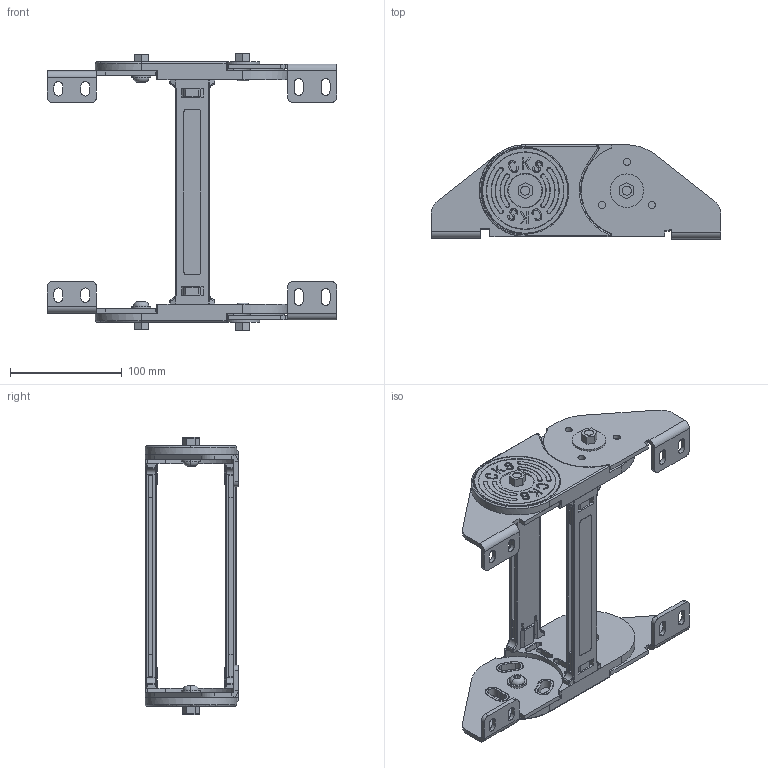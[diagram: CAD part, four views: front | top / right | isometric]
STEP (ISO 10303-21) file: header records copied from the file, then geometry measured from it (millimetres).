
FILE_DESCRIPTION (( 'STEP AP214' ), '1' );
FILE_NAME ('CK60-A200-METAL AYAK.STEP', '2019-09-18T14:48:12', ( '' ), ( '' ), 'SwSTEP 2.0', 'SolidWorks 2017', '' );
FILE_SCHEMA (( 'AUTOMOTIVE_DESIGN' ));
Length unit declared in the file: millimetre
Products named in the file (1): CK60-A200-METAL AYAK
Bounding box: 259 x 84.01 x 248.53 mm (x, y, z)
Volume: 409338 mm3; surface area: 230954.1 mm2
Topology: 24 solids, 24 shells, 1346 faces, 3418 edges, 2196 vertices
Faces by surface type: plane 610, cylinder 470, bspline 206, torus 44, sphere 16
Entity records: 50293 total; most frequent: CARTESIAN_POINT 18801, ORIENTED_EDGE 6812, DIRECTION 6092, EDGE_CURVE 3406, VERTEX_POINT 2196, AXIS2_PLACEMENT_3D 2107, LINE 1878, VECTOR 1878
